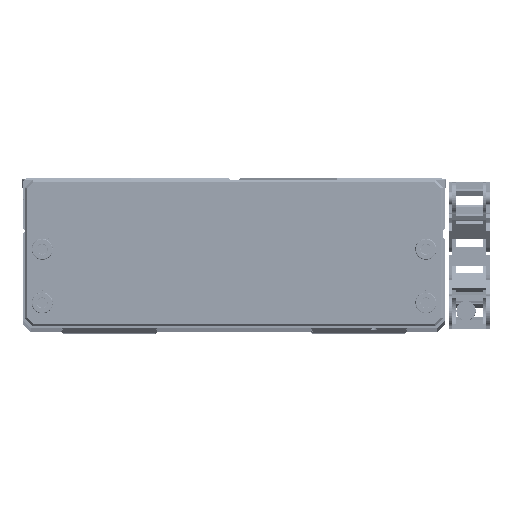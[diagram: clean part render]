
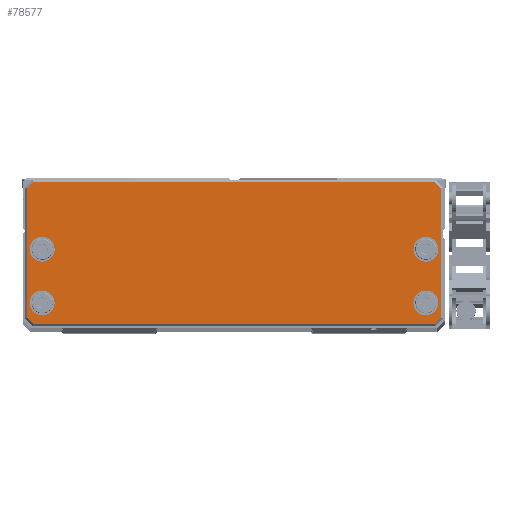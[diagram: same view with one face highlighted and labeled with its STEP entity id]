
A CAD part, top view. The second image highlights one B-rep face of the part: STEP entity #78577.
In plain terms, the highlighted planar face has unit normal (0, 0, 1).
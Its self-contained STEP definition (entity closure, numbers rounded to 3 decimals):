
#151 = ORIENTED_EDGE ( 'NONE', *, *, #47855, .F. ) ;
#332 = LINE ( 'NONE', #44858, #72733 ) ;
#663 = FACE_OUTER_BOUND ( 'NONE', #18453, .T. ) ;
#1562 = DIRECTION ( 'NONE',  ( 1., 0., 0. ) ) ;
#1924 = AXIS2_PLACEMENT_3D ( 'NONE', #112294, #78880, #1562 ) ;
#4063 = DIRECTION ( 'NONE',  ( 0., 0., 1. ) ) ;
#5427 = ORIENTED_EDGE ( 'NONE', *, *, #105398, .F. ) ;
#5809 = VECTOR ( 'NONE', #11050, 1000. ) ;
#6941 = CARTESIAN_POINT ( 'NONE',  ( 1.25, -32., 10. ) ) ;
#7903 = CARTESIAN_POINT ( 'NONE',  ( 101.25, -18., 10. ) ) ;
#8834 = VERTEX_POINT ( 'NONE', #47471 ) ;
#9020 = CIRCLE ( 'NONE', #1924, 3.25 ) ;
#9387 = CIRCLE ( 'NONE', #15184, 3.25 ) ;
#10157 = AXIS2_PLACEMENT_3D ( 'NONE', #82033, #4063, #114804 ) ;
#10827 = LINE ( 'NONE', #55364, #38570 ) ;
#11050 = DIRECTION ( 'NONE',  ( 0.707, 0.707, 0. ) ) ;
#11098 = CARTESIAN_POINT ( 'NONE',  ( 108.5, -2.207, 10. ) ) ;
#15184 = AXIS2_PLACEMENT_3D ( 'NONE', #113208, #27185, #127056 ) ;
#15253 = CARTESIAN_POINT ( 'NONE',  ( 1.354, -36.646, 10. ) ) ;
#15696 = VERTEX_POINT ( 'NONE', #29018 ) ;
#18453 = EDGE_LOOP ( 'NONE', ( #47943, #80599, #128802, #23561, #135489, #127759, #24737, #134771 ) ) ;
#21486 = VECTOR ( 'NONE', #116451, 1000. ) ;
#23060 = AXIS2_PLACEMENT_3D ( 'NONE', #61649, #106089, #28103 ) ;
#23561 = ORIENTED_EDGE ( 'NONE', *, *, #28544, .T. ) ;
#24737 = ORIENTED_EDGE ( 'NONE', *, *, #34342, .T. ) ;
#24922 = EDGE_CURVE ( 'NONE', #8834, #61046, #92964, .T. ) ;
#25517 = EDGE_CURVE ( 'NONE', #124693, #82211, #9020, .T. ) ;
#27185 = DIRECTION ( 'NONE',  ( 0., 0., 1. ) ) ;
#27600 = DIRECTION ( 'NONE',  ( 0., 0., 1. ) ) ;
#28103 = DIRECTION ( 'NONE',  ( 1., 0., 0. ) ) ;
#28544 = EDGE_CURVE ( 'NONE', #15696, #47501, #332, .T. ) ;
#29018 = CARTESIAN_POINT ( 'NONE',  ( 0.5, -2.207, 10. ) ) ;
#29328 = VERTEX_POINT ( 'NONE', #56525 ) ;
#29418 = CARTESIAN_POINT ( 'NONE',  ( 1.25, -18., 10. ) ) ;
#31207 = VECTOR ( 'NONE', #43052, 1000. ) ;
#34342 = EDGE_CURVE ( 'NONE', #61046, #64659, #123279, .T. ) ;
#36433 = CARTESIAN_POINT ( 'NONE',  ( 104.5, -32., 10. ) ) ;
#37615 = DIRECTION ( 'NONE',  ( 1., 0., 0. ) ) ;
#38154 = CIRCLE ( 'NONE', #10157, 3.25 ) ;
#38570 = VECTOR ( 'NONE', #66966, 1000. ) ;
#41351 = EDGE_CURVE ( 'NONE', #47501, #8834, #61114, .T. ) ;
#41661 = CIRCLE ( 'NONE', #23060, 3.25 ) ;
#42239 = DIRECTION ( 'NONE',  ( 0., 0., 1. ) ) ;
#42296 = DIRECTION ( 'NONE',  ( 1., 0., 0. ) ) ;
#43052 = DIRECTION ( 'NONE',  ( -1., 0., 0. ) ) ;
#44004 = DIRECTION ( 'NONE',  ( -0.707, 0.707, 0. ) ) ;
#44858 = CARTESIAN_POINT ( 'NONE',  ( 0.5, -36., 10. ) ) ;
#45185 = PLANE ( 'NONE',  #117880 ) ;
#47471 = CARTESIAN_POINT ( 'NONE',  ( 2.207, -37.5, 10. ) ) ;
#47501 = VERTEX_POINT ( 'NONE', #85757 ) ;
#47855 = EDGE_CURVE ( 'NONE', #84167, #96526, #9387, .T. ) ;
#47943 = ORIENTED_EDGE ( 'NONE', *, *, #72782, .T. ) ;
#51903 = VERTEX_POINT ( 'NONE', #29418 ) ;
#52103 = CARTESIAN_POINT ( 'NONE',  ( -17.646, -20.354, 10. ) ) ;
#53976 = EDGE_CURVE ( 'NONE', #64659, #133565, #10827, .T. ) ;
#55364 = CARTESIAN_POINT ( 'NONE',  ( 108.5, -2., 10. ) ) ;
#55530 = EDGE_CURVE ( 'NONE', #141409, #51903, #64941, .T. ) ;
#56525 = CARTESIAN_POINT ( 'NONE',  ( 106.793, -0.5, 10. ) ) ;
#60382 = DIRECTION ( 'NONE',  ( 1., 0., 0. ) ) ;
#61046 = VERTEX_POINT ( 'NONE', #64401 ) ;
#61114 = LINE ( 'NONE', #15253, #21486 ) ;
#61649 = CARTESIAN_POINT ( 'NONE',  ( 104.5, -18., 10. ) ) ;
#62332 = CARTESIAN_POINT ( 'NONE',  ( 107., -37.5, 10. ) ) ;
#64401 = CARTESIAN_POINT ( 'NONE',  ( 106.793, -37.5, 10. ) ) ;
#64659 = VERTEX_POINT ( 'NONE', #117837 ) ;
#64941 = CIRCLE ( 'NONE', #69611, 3.25 ) ;
#65712 = ORIENTED_EDGE ( 'NONE', *, *, #25517, .F. ) ;
#66403 = LINE ( 'NONE', #81387, #31207 ) ;
#66625 = LINE ( 'NONE', #100057, #137570 ) ;
#66966 = DIRECTION ( 'NONE',  ( 0., 1., 0. ) ) ;
#67068 = EDGE_CURVE ( 'NONE', #29328, #70497, #66403, .T. ) ;
#68620 = EDGE_LOOP ( 'NONE', ( #102620, #124697 ) ) ;
#69611 = AXIS2_PLACEMENT_3D ( 'NONE', #142169, #42239, #86645 ) ;
#69673 = ORIENTED_EDGE ( 'NONE', *, *, #70879, .F. ) ;
#70497 = VERTEX_POINT ( 'NONE', #106611 ) ;
#70879 = EDGE_CURVE ( 'NONE', #82211, #124693, #41661, .T. ) ;
#72733 = VECTOR ( 'NONE', #133795, 1000. ) ;
#72782 = EDGE_CURVE ( 'NONE', #133565, #29328, #66625, .T. ) ;
#74769 = CARTESIAN_POINT ( 'NONE',  ( 107.75, -18., 10. ) ) ;
#77766 = AXIS2_PLACEMENT_3D ( 'NONE', #117339, #142216, #42296 ) ;
#78019 = DIRECTION ( 'NONE',  ( 0., 0., 1. ) ) ;
#78577 = ADVANCED_FACE ( 'NONE', ( #132669, #88860, #133397, #100531, #663 ), #45185, .T. ) ;
#78880 = DIRECTION ( 'NONE',  ( 0., 0., 1. ) ) ;
#80599 = ORIENTED_EDGE ( 'NONE', *, *, #67068, .T. ) ;
#81387 = CARTESIAN_POINT ( 'NONE',  ( 2.707, -0.5, 10. ) ) ;
#81440 = EDGE_LOOP ( 'NONE', ( #93806, #151 ) ) ;
#82033 = CARTESIAN_POINT ( 'NONE',  ( 4.5, -32., 10. ) ) ;
#82211 = VERTEX_POINT ( 'NONE', #74769 ) ;
#82595 = EDGE_CURVE ( 'NONE', #70497, #15696, #94296, .T. ) ;
#84167 = VERTEX_POINT ( 'NONE', #96094 ) ;
#85757 = CARTESIAN_POINT ( 'NONE',  ( 0.5, -35.793, 10. ) ) ;
#86645 = DIRECTION ( 'NONE',  ( 1., 0., 0. ) ) ;
#87099 = CIRCLE ( 'NONE', #77766, 3.25 ) ;
#88860 = FACE_BOUND ( 'NONE', #133567, .T. ) ;
#89085 = VERTEX_POINT ( 'NONE', #129047 ) ;
#91475 = CARTESIAN_POINT ( 'NONE',  ( 7.75, -18., 10. ) ) ;
#92964 = LINE ( 'NONE', #62332, #101846 ) ;
#93806 = ORIENTED_EDGE ( 'NONE', *, *, #123488, .F. ) ;
#94296 = LINE ( 'NONE', #52103, #108261 ) ;
#94577 = DIRECTION ( 'NONE',  ( 0., 0., 1. ) ) ;
#94601 = EDGE_CURVE ( 'NONE', #111332, #89085, #38154, .T. ) ;
#96094 = CARTESIAN_POINT ( 'NONE',  ( 101.25, -32., 10. ) ) ;
#96526 = VERTEX_POINT ( 'NONE', #110812 ) ;
#100057 = CARTESIAN_POINT ( 'NONE',  ( 72.146, 34.146, 10. ) ) ;
#100531 = FACE_BOUND ( 'NONE', #116538, .T. ) ;
#101389 = CARTESIAN_POINT ( 'NONE',  ( 53.146, -91.146, 10. ) ) ;
#101846 = VECTOR ( 'NONE', #37615, 1000. ) ;
#101977 = AXIS2_PLACEMENT_3D ( 'NONE', #36433, #27600, #116446 ) ;
#102620 = ORIENTED_EDGE ( 'NONE', *, *, #55530, .F. ) ;
#105398 = EDGE_CURVE ( 'NONE', #89085, #111332, #136647, .T. ) ;
#106089 = DIRECTION ( 'NONE',  ( 0., 0., 1. ) ) ;
#106611 = CARTESIAN_POINT ( 'NONE',  ( 2.207, -0.5, 10. ) ) ;
#108261 = VECTOR ( 'NONE', #138837, 1000. ) ;
#109323 = CARTESIAN_POINT ( 'NONE',  ( 4.5, -32., 10. ) ) ;
#110812 = CARTESIAN_POINT ( 'NONE',  ( 107.75, -32., 10. ) ) ;
#111332 = VERTEX_POINT ( 'NONE', #6941 ) ;
#112294 = CARTESIAN_POINT ( 'NONE',  ( 104.5, -18., 10. ) ) ;
#113208 = CARTESIAN_POINT ( 'NONE',  ( 104.5, -32., 10. ) ) ;
#114804 = DIRECTION ( 'NONE',  ( 1., 0., 0. ) ) ;
#116446 = DIRECTION ( 'NONE',  ( 1., 0., 0. ) ) ;
#116451 = DIRECTION ( 'NONE',  ( 0.707, -0.707, 0. ) ) ;
#116538 = EDGE_LOOP ( 'NONE', ( #69673, #65712 ) ) ;
#117339 = CARTESIAN_POINT ( 'NONE',  ( 4.5, -18., 10. ) ) ;
#117837 = CARTESIAN_POINT ( 'NONE',  ( 108.5, -35.793, 10. ) ) ;
#117880 = AXIS2_PLACEMENT_3D ( 'NONE', #139128, #94577, #60382 ) ;
#119451 = ORIENTED_EDGE ( 'NONE', *, *, #94601, .F. ) ;
#123279 = LINE ( 'NONE', #101389, #5809 ) ;
#123488 = EDGE_CURVE ( 'NONE', #96526, #84167, #141560, .T. ) ;
#124693 = VERTEX_POINT ( 'NONE', #7903 ) ;
#124697 = ORIENTED_EDGE ( 'NONE', *, *, #134691, .F. ) ;
#127056 = DIRECTION ( 'NONE',  ( 1., 0., 0. ) ) ;
#127759 = ORIENTED_EDGE ( 'NONE', *, *, #24922, .T. ) ;
#128802 = ORIENTED_EDGE ( 'NONE', *, *, #82595, .T. ) ;
#129047 = CARTESIAN_POINT ( 'NONE',  ( 7.75, -32., 10. ) ) ;
#132669 = FACE_BOUND ( 'NONE', #68620, .T. ) ;
#133397 = FACE_BOUND ( 'NONE', #81440, .T. ) ;
#133565 = VERTEX_POINT ( 'NONE', #11098 ) ;
#133567 = EDGE_LOOP ( 'NONE', ( #5427, #119451 ) ) ;
#133795 = DIRECTION ( 'NONE',  ( 0., -1., 0. ) ) ;
#134691 = EDGE_CURVE ( 'NONE', #51903, #141409, #87099, .T. ) ;
#134771 = ORIENTED_EDGE ( 'NONE', *, *, #53976, .T. ) ;
#134871 = DIRECTION ( 'NONE',  ( 1., 0., 0. ) ) ;
#135489 = ORIENTED_EDGE ( 'NONE', *, *, #41351, .T. ) ;
#136647 = CIRCLE ( 'NONE', #143656, 3.25 ) ;
#137570 = VECTOR ( 'NONE', #44004, 1000. ) ;
#138837 = DIRECTION ( 'NONE',  ( -0.707, -0.707, 0. ) ) ;
#139128 = CARTESIAN_POINT ( 'NONE',  ( 0., -38., 10. ) ) ;
#141409 = VERTEX_POINT ( 'NONE', #91475 ) ;
#141560 = CIRCLE ( 'NONE', #101977, 3.25 ) ;
#142169 = CARTESIAN_POINT ( 'NONE',  ( 4.5, -18., 10. ) ) ;
#142216 = DIRECTION ( 'NONE',  ( 0., 0., 1. ) ) ;
#143656 = AXIS2_PLACEMENT_3D ( 'NONE', #109323, #78019, #134871 ) ;
